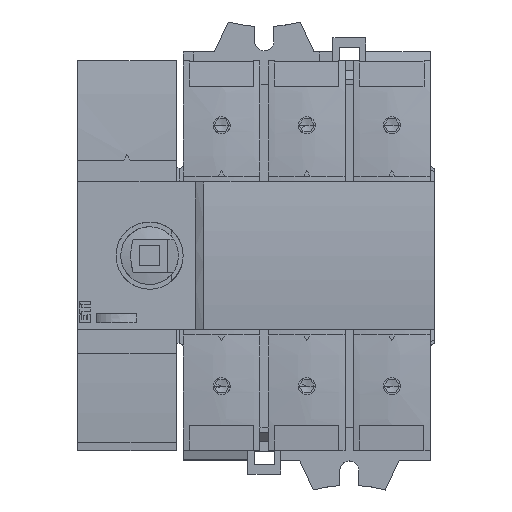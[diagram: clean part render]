
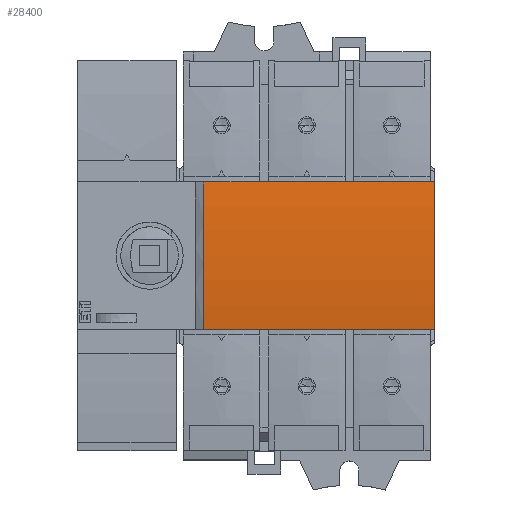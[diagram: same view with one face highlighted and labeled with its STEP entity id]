
A CAD part, top view. The second image highlights one B-rep face of the part: STEP entity #28400.
In plain terms, the highlighted cylindrical face has radius 200 mm (diameter 400 mm), a partial arc.
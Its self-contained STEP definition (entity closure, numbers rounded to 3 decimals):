
#19286=CARTESIAN_POINT('',(16.6,0.,
-136.));
#19287=DIRECTION('',(1.,0.,0.));
#19288=DIRECTION('',(0.,0.112,0.994));
#19289=AXIS2_PLACEMENT_3D('',#19286,#19287,#19288);
#19294=CARTESIAN_POINT('',(16.6,0.,
-136.));
#19295=DIRECTION('',(1.,0.,0.));
#19296=DIRECTION('',(0.,0.,1.));
#19297=AXIS2_PLACEMENT_3D('',#19294,#19295,#19296);
#19325=DIRECTION('',(1.,0.,0.));
#19326=VECTOR('',#19325,70.4);
#19327=CARTESIAN_POINT('',(16.6,22.5,62.73));
#19328=LINE('',#19327,#19326);
#19332=DIRECTION('',(-1.,0.,0.));
#19333=VECTOR('',#19332,70.4);
#19334=CARTESIAN_POINT('',(87.,-22.5,
62.73));
#19335=LINE('',#19334,#19333);
#19339=CARTESIAN_POINT('',(87.,0.,
-136.));
#19340=DIRECTION('',(-1.,0.,0.));
#19341=DIRECTION('',(0.,-0.113,0.994));
#19342=AXIS2_PLACEMENT_3D('',#19339,#19340,#19341);
#19347=CARTESIAN_POINT('',(87.,0.,
-136.));
#19348=DIRECTION('',(-1.,0.,0.));
#19349=DIRECTION('',(0.,0.,1.));
#19350=AXIS2_PLACEMENT_3D('',#19347,#19348,#19349);
#26870=CARTESIAN_POINT('',(87.,22.5,62.73));
#26871=VERTEX_POINT('',#26870);
#26872=CARTESIAN_POINT('',(16.6,22.5,62.73));
#26873=VERTEX_POINT('',#26872);
#26879=CARTESIAN_POINT('',(16.6,-22.5,
62.73));
#26880=VERTEX_POINT('',#26879);
#26881=CARTESIAN_POINT('',(87.,-22.5,
62.73));
#26882=VERTEX_POINT('',#26881);
#26915=CARTESIAN_POINT('',(16.6,0.,
64.));
#26916=VERTEX_POINT('',#26915);
#26917=CARTESIAN_POINT('',(87.,0.,
64.));
#26918=VERTEX_POINT('',#26917);
#28385=CARTESIAN_POINT('',(74.,0.,
-136.));
#28386=DIRECTION('',(1.,0.,0.));
#28387=DIRECTION('',(0.,0.,1.));
#28388=AXIS2_PLACEMENT_3D('',#28385,#28386,#28387);
#28389=CYLINDRICAL_SURFACE('',#28388,200.);
#28390=ORIENTED_EDGE('',*,*,#28369,.F.);
#28391=ORIENTED_EDGE('',*,*,#28197,.T.);
#28393=ORIENTED_EDGE('',*,*,#28392,.F.);
#28395=ORIENTED_EDGE('',*,*,#28394,.F.);
#28396=ORIENTED_EDGE('',*,*,#28313,.T.);
#28397=ORIENTED_EDGE('',*,*,#28371,.F.);
#28398=EDGE_LOOP('',(#28390,#28391,#28393,#28395,#28396,#28397));
#28399=FACE_OUTER_BOUND('',#28398,.F.);
#19290=CIRCLE('',#19289,200.);
#19298=CIRCLE('',#19297,200.);
#19343=CIRCLE('',#19342,200.);
#19351=CIRCLE('',#19350,200.);
#28197=EDGE_CURVE('',#26873,#26871,#19328,.T.);
#28313=EDGE_CURVE('',#26882,#26880,#19335,.T.);
#28369=EDGE_CURVE('',#26873,#26916,#19290,.T.);
#28371=EDGE_CURVE('',#26916,#26880,#19298,.T.);
#28392=EDGE_CURVE('',#26918,#26871,#19351,.T.);
#28394=EDGE_CURVE('',#26882,#26918,#19343,.T.);
#28400=ADVANCED_FACE('',(#28399),#28389,.T.);
